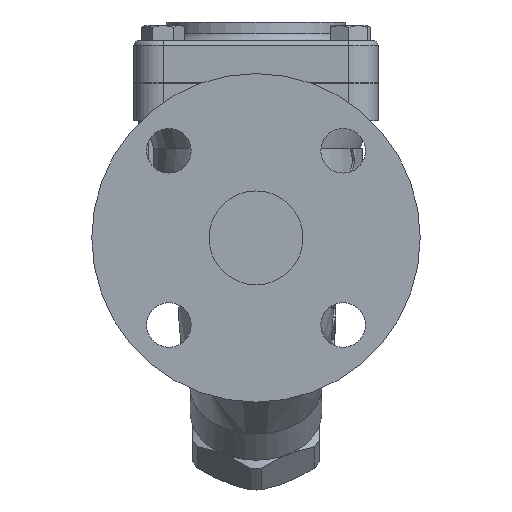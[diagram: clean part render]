
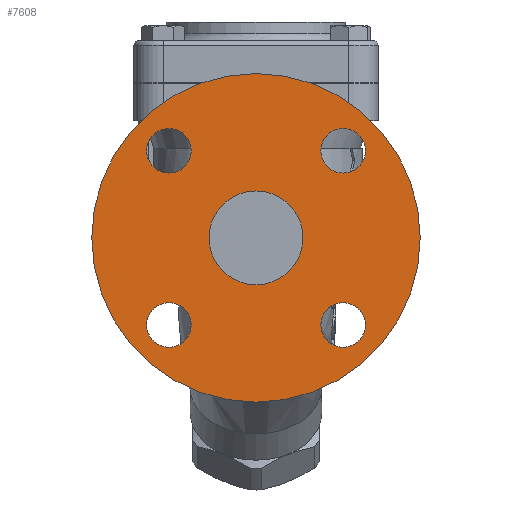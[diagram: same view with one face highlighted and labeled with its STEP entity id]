
A CAD part, left-side view. The second image highlights one B-rep face of the part: STEP entity #7608.
In plain terms, the highlighted free-form (B-spline) face has degree [1, 1] with [2, 2] control points.
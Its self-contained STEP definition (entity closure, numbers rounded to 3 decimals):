
#7510=CARTESIAN_POINT('',(-130.,0.,-86.));
#7511=VERTEX_POINT('',#7510);
#7512=CARTESIAN_POINT('',(-130.,0.0,-66.));
#7513=DIRECTION('',(1.0,0.0,0.0));
#7514=DIRECTION('',(0.0,0.0,1.0));
#7515=AXIS2_PLACEMENT_3D('',#7512,#7513,#7514);
#7516=CIRCLE('',#7515,20.0);
#7517=EDGE_CURVE('',#7511,#7511,#7516,.T.);
#7545=CARTESIAN_POINT('',(-130.,70.0,4.));
#7546=CARTESIAN_POINT('',(-130.,70.0,-136.));
#7547=CARTESIAN_POINT('',(-130.,-70.0,4.));
#7548=CARTESIAN_POINT('',(-130.,-70.0,-136.));
#7549=B_SPLINE_SURFACE_WITH_KNOTS('',1,1,((#7545,#7547),(#7546,#7548)),.UNSPECIFIED.,.F.,.F.,.U.,(2,2),(2,2),(0.0,140.0),(0.0,140.0),.UNSPECIFIED.);
#7550=CARTESIAN_POINT('',(-130.0,0.0,4.));
#7551=VERTEX_POINT('',#7550);
#7552=CARTESIAN_POINT('',(-130.,0.0,-66.));
#7553=DIRECTION('',(-1.0,0.0,0.0));
#7554=DIRECTION('',(0.0,0.0,1.0));
#7555=AXIS2_PLACEMENT_3D('',#7552,#7553,#7554);
#7556=CIRCLE('',#7555,70.0);
#7557=EDGE_CURVE('',#7551,#7551,#7556,.T.);
#7558=ORIENTED_EDGE('',*,*,#7557,.T.);
#7559=EDGE_LOOP('',(#7558));
#7560=FACE_OUTER_BOUND('',#7559,.T.);
#7561=CARTESIAN_POINT('',(-130.,-27.623,-103.123));
#7562=VERTEX_POINT('',#7561);
#7563=CARTESIAN_POINT('',(-130.,-37.123,-103.123));
#7564=DIRECTION('',(1.0,0.0,0.0));
#7565=DIRECTION('',(0.0,1.0,0.0));
#7566=AXIS2_PLACEMENT_3D('',#7563,#7564,#7565);
#7567=CIRCLE('',#7566,9.5);
#7568=EDGE_CURVE('',#7562,#7562,#7567,.T.);
#7569=ORIENTED_EDGE('',*,*,#7568,.T.);
#7570=EDGE_LOOP('',(#7569));
#7571=FACE_BOUND('',#7570,.T.);
#7572=CARTESIAN_POINT('',(-130.,-37.123,-38.377));
#7573=VERTEX_POINT('',#7572);
#7574=CARTESIAN_POINT('',(-130.,-37.123,-28.877));
#7575=DIRECTION('',(1.0,0.0,0.0));
#7576=DIRECTION('',(0.0,0.0,-1.0));
#7577=AXIS2_PLACEMENT_3D('',#7574,#7575,#7576);
#7578=CIRCLE('',#7577,9.5);
#7579=EDGE_CURVE('',#7573,#7573,#7578,.T.);
#7580=ORIENTED_EDGE('',*,*,#7579,.T.);
#7581=EDGE_LOOP('',(#7580));
#7582=FACE_BOUND('',#7581,.T.);
#7583=CARTESIAN_POINT('',(-130.,27.623,-28.877));
#7584=VERTEX_POINT('',#7583);
#7585=CARTESIAN_POINT('',(-130.,37.123,-28.877));
#7586=DIRECTION('',(1.0,0.0,0.0));
#7587=DIRECTION('',(0.0,-1.0,0.0));
#7588=AXIS2_PLACEMENT_3D('',#7585,#7586,#7587);
#7589=CIRCLE('',#7588,9.5);
#7590=EDGE_CURVE('',#7584,#7584,#7589,.T.);
#7591=ORIENTED_EDGE('',*,*,#7590,.T.);
#7592=EDGE_LOOP('',(#7591));
#7593=FACE_BOUND('',#7592,.T.);
#7594=CARTESIAN_POINT('',(-130.,37.123,-93.623));
#7595=VERTEX_POINT('',#7594);
#7596=CARTESIAN_POINT('',(-130.,37.123,-103.123));
#7597=DIRECTION('',(1.0,0.0,0.0));
#7598=DIRECTION('',(0.0,0.0,1.0));
#7599=AXIS2_PLACEMENT_3D('',#7596,#7597,#7598);
#7600=CIRCLE('',#7599,9.5);
#7601=EDGE_CURVE('',#7595,#7595,#7600,.T.);
#7602=ORIENTED_EDGE('',*,*,#7601,.T.);
#7603=EDGE_LOOP('',(#7602));
#7604=FACE_BOUND('',#7603,.T.);
#7605=ORIENTED_EDGE('',*,*,#7517,.T.);
#7606=EDGE_LOOP('',(#7605));
#7607=FACE_BOUND('',#7606,.T.);
#7608=ADVANCED_FACE('',(#7560,#7571,#7582,#7593,#7604,#7607),#7549,.T.);
